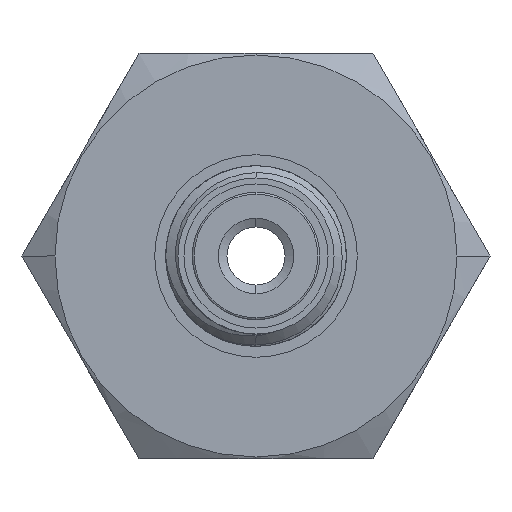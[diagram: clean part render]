
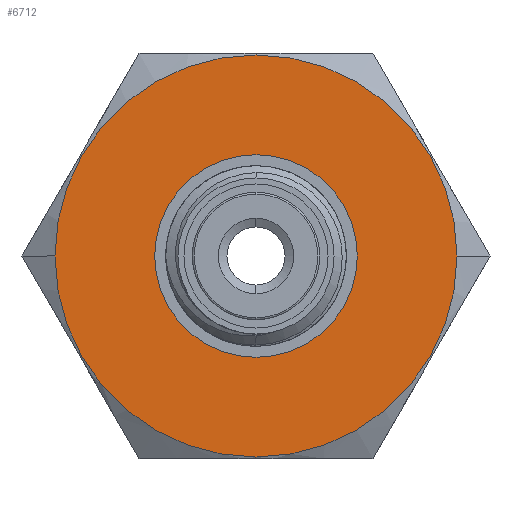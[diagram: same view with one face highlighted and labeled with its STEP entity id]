
A CAD part, left-side view. The second image highlights one B-rep face of the part: STEP entity #6712.
In plain terms, the highlighted face is planar.
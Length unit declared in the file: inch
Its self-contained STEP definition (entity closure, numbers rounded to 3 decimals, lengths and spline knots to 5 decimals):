
#176 = CARTESIAN_POINT ( 'NONE',  ( 0., 0., 0. ) ) ;
#504 = VERTEX_POINT ( 'NONE', #18394 ) ;
#1537 = DIRECTION ( 'NONE',  ( 0., 1., 0. ) ) ;
#1570 = CIRCLE ( 'NONE', #3170, 0.62 ) ;
#2005 = VERTEX_POINT ( 'NONE', #12993 ) ;
#3170 = AXIS2_PLACEMENT_3D ( 'NONE', #11156, #11097, #5522 ) ;
#4149 = CIRCLE ( 'NONE', #15354, 0.62 ) ;
#4331 = DIRECTION ( 'NONE',  ( 1., 0., 0. ) ) ;
#5522 = DIRECTION ( 'NONE',  ( 0., 0., -1. ) ) ;
#5818 = ORIENTED_EDGE ( 'NONE', *, *, #11295, .T. ) ;
#6112 = ORIENTED_EDGE ( 'NONE', *, *, #7505, .T. ) ;
#6385 = ORIENTED_EDGE ( 'NONE', *, *, #12626, .F. ) ;
#6712 = ADVANCED_FACE ( 'NONE', ( #18451, #11113 ), #10213, .F. ) ;
#6890 = CARTESIAN_POINT ( 'NONE',  ( 0.281, 0., 0. ) ) ;
#7159 = DIRECTION ( 'NONE',  ( 0., -1., 0. ) ) ;
#7274 = EDGE_CURVE ( 'NONE', #9436, #2005, #8843, .T. ) ;
#7289 = DIRECTION ( 'NONE',  ( 0., -1., 0. ) ) ;
#7505 = EDGE_CURVE ( 'NONE', #12182, #504, #4149, .T. ) ;
#8428 = AXIS2_PLACEMENT_3D ( 'NONE', #18022, #16392, #12245 ) ;
#8710 = DIRECTION ( 'NONE',  ( 0., 0., 1. ) ) ;
#8843 = CIRCLE ( 'NONE', #8428, 0.281 ) ;
#8938 = CIRCLE ( 'NONE', #12984, 0.281 ) ;
#9040 = EDGE_LOOP ( 'NONE', ( #6112, #5818 ) ) ;
#9436 = VERTEX_POINT ( 'NONE', #6890 ) ;
#10213 = PLANE ( 'NONE',  #11546 ) ;
#10340 = CARTESIAN_POINT ( 'NONE',  ( 0., 0., 0. ) ) ;
#11097 = DIRECTION ( 'NONE',  ( 0., -1., 0. ) ) ;
#11113 = FACE_BOUND ( 'NONE', #17757, .T. ) ;
#11156 = CARTESIAN_POINT ( 'NONE',  ( 0., 0., 0. ) ) ;
#11295 = EDGE_CURVE ( 'NONE', #504, #12182, #1570, .T. ) ;
#11546 = AXIS2_PLACEMENT_3D ( 'NONE', #10340, #1537, #8710 ) ;
#12180 = CARTESIAN_POINT ( 'NONE',  ( 0., 0., 0.62 ) ) ;
#12182 = VERTEX_POINT ( 'NONE', #12180 ) ;
#12245 = DIRECTION ( 'NONE',  ( 1., 0., 0. ) ) ;
#12626 = EDGE_CURVE ( 'NONE', #2005, #9436, #8938, .T. ) ;
#12950 = DIRECTION ( 'NONE',  ( 0., 0., -1. ) ) ;
#12984 = AXIS2_PLACEMENT_3D ( 'NONE', #176, #7289, #4331 ) ;
#12993 = CARTESIAN_POINT ( 'NONE',  ( -0.281, 0., 0. ) ) ;
#14323 = CARTESIAN_POINT ( 'NONE',  ( 0., 0., 0. ) ) ;
#15354 = AXIS2_PLACEMENT_3D ( 'NONE', #14323, #7159, #12950 ) ;
#16392 = DIRECTION ( 'NONE',  ( 0., -1., 0. ) ) ;
#17093 = ORIENTED_EDGE ( 'NONE', *, *, #7274, .F. ) ;
#17757 = EDGE_LOOP ( 'NONE', ( #17093, #6385 ) ) ;
#18022 = CARTESIAN_POINT ( 'NONE',  ( 0., 0., 0. ) ) ;
#18394 = CARTESIAN_POINT ( 'NONE',  ( 0., 0., -0.62 ) ) ;
#18451 = FACE_OUTER_BOUND ( 'NONE', #9040, .T. ) ;
